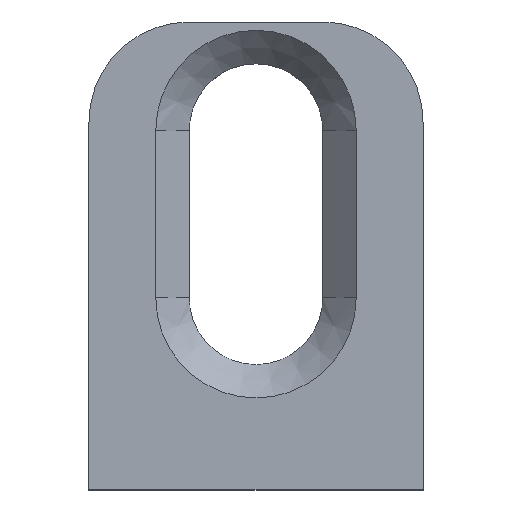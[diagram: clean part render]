
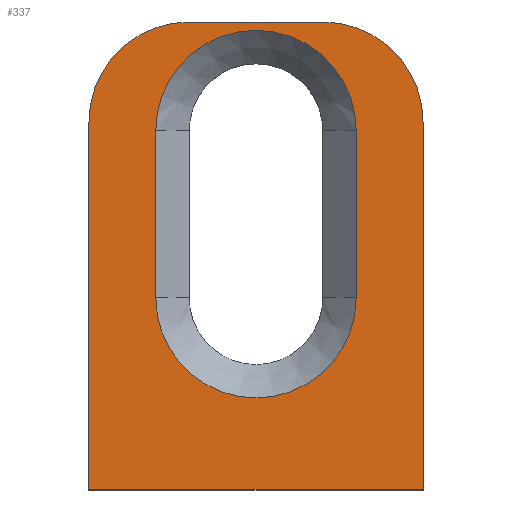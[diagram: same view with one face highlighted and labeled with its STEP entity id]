
A CAD part, top view. The second image highlights one B-rep face of the part: STEP entity #337.
In plain terms, the highlighted planar face has unit normal (0, 0, 1).
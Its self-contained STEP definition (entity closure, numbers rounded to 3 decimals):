
#16=FACE_BOUND('',#71,.T.);
#28=CIRCLE('',#375,3.);
#30=CIRCLE('',#379,3.);
#31=CIRCLE('',#382,3.);
#32=CIRCLE('',#383,3.);
#49=FACE_OUTER_BOUND('',#70,.T.);
#70=EDGE_LOOP('',(#275,#276,#277,#278,#279,#280));
#71=EDGE_LOOP('',(#281,#282,#283,#284));
#96=LINE('',#543,#130);
#100=LINE('',#554,#134);
#103=LINE('',#565,#137);
#104=LINE('',#569,#138);
#105=LINE('',#571,#139);
#106=LINE('',#572,#140);
#130=VECTOR('',#440,10.);
#134=VECTOR('',#452,10.);
#137=VECTOR('',#465,10.);
#138=VECTOR('',#468,10.);
#139=VECTOR('',#469,10.);
#140=VECTOR('',#470,10.);
#164=VERTEX_POINT('',#540);
#165=VERTEX_POINT('',#542);
#167=VERTEX_POINT('',#547);
#168=VERTEX_POINT('',#552);
#169=VERTEX_POINT('',#561);
#170=VERTEX_POINT('',#562);
#171=VERTEX_POINT('',#564);
#172=VERTEX_POINT('',#566);
#173=VERTEX_POINT('',#568);
#174=VERTEX_POINT('',#570);
#199=EDGE_CURVE('',#164,#165,#96,.T.);
#202=EDGE_CURVE('',#167,#164,#28,.T.);
#205=EDGE_CURVE('',#168,#167,#100,.T.);
#207=EDGE_CURVE('',#165,#168,#30,.T.);
#209=EDGE_CURVE('',#169,#170,#31,.T.);
#210=EDGE_CURVE('',#170,#171,#103,.T.);
#211=EDGE_CURVE('',#171,#172,#32,.T.);
#212=EDGE_CURVE('',#172,#173,#104,.T.);
#213=EDGE_CURVE('',#173,#174,#105,.T.);
#214=EDGE_CURVE('',#174,#169,#106,.T.);
#275=ORIENTED_EDGE('',*,*,#209,.T.);
#276=ORIENTED_EDGE('',*,*,#210,.T.);
#277=ORIENTED_EDGE('',*,*,#211,.T.);
#278=ORIENTED_EDGE('',*,*,#212,.T.);
#279=ORIENTED_EDGE('',*,*,#213,.T.);
#280=ORIENTED_EDGE('',*,*,#214,.T.);
#281=ORIENTED_EDGE('',*,*,#199,.F.);
#282=ORIENTED_EDGE('',*,*,#202,.F.);
#283=ORIENTED_EDGE('',*,*,#205,.F.);
#284=ORIENTED_EDGE('',*,*,#207,.F.);
#319=PLANE('',#381);
#337=ADVANCED_FACE('',(#49,#16),#319,.T.);
#375=AXIS2_PLACEMENT_3D('',#549,#445,#446);
#379=AXIS2_PLACEMENT_3D('',#557,#456,#457);
#381=AXIS2_PLACEMENT_3D('',#560,#461,#462);
#382=AXIS2_PLACEMENT_3D('',#563,#463,#464);
#383=AXIS2_PLACEMENT_3D('',#567,#466,#467);
#440=DIRECTION('',(0.,-1.,0.));
#445=DIRECTION('center_axis',(0.,0.,1.));
#446=DIRECTION('ref_axis',(1.,0.,0.));
#452=DIRECTION('',(0.,1.,0.));
#456=DIRECTION('center_axis',(0.,0.,1.));
#457=DIRECTION('ref_axis',(-1.,0.,0.));
#461=DIRECTION('center_axis',(0.,0.,1.));
#462=DIRECTION('ref_axis',(1.,0.,0.));
#463=DIRECTION('center_axis',(0.,0.,1.));
#464=DIRECTION('ref_axis',(1.,0.,0.));
#465=DIRECTION('',(-1.,0.,0.));
#466=DIRECTION('center_axis',(0.,0.,1.));
#467=DIRECTION('ref_axis',(0.,1.,0.));
#468=DIRECTION('',(0.,-1.,0.));
#469=DIRECTION('',(1.,0.,0.));
#470=DIRECTION('',(0.,1.,0.));
#540=CARTESIAN_POINT('',(-8.664,-32.857,5.32));
#542=CARTESIAN_POINT('',(-8.664,-37.857,5.32));
#543=CARTESIAN_POINT('',(-8.664,-37.232,5.32));
#547=CARTESIAN_POINT('',(-2.664,-32.857,5.32));
#549=CARTESIAN_POINT('Origin',(-5.664,-32.857,5.32));
#552=CARTESIAN_POINT('',(-2.664,-37.857,5.32));
#554=CARTESIAN_POINT('',(-2.664,-34.732,5.32));
#557=CARTESIAN_POINT('Origin',(-5.664,-37.857,5.32));
#560=CARTESIAN_POINT('Origin',(-5.664,-36.607,5.32));
#561=CARTESIAN_POINT('',(-0.664,-32.607,5.32));
#562=CARTESIAN_POINT('',(-3.664,-29.607,5.32));
#563=CARTESIAN_POINT('Origin',(-3.664,-32.607,5.32));
#564=CARTESIAN_POINT('',(-7.664,-29.607,5.32));
#565=CARTESIAN_POINT('',(-3.664,-29.607,5.32));
#566=CARTESIAN_POINT('',(-10.664,-32.607,5.32));
#567=CARTESIAN_POINT('Origin',(-7.664,-32.607,5.32));
#568=CARTESIAN_POINT('',(-10.664,-43.607,5.32));
#569=CARTESIAN_POINT('',(-10.664,-32.607,5.32));
#570=CARTESIAN_POINT('',(-0.664,-43.607,5.32));
#571=CARTESIAN_POINT('',(-10.664,-43.607,5.32));
#572=CARTESIAN_POINT('',(-0.664,-43.607,5.32));
